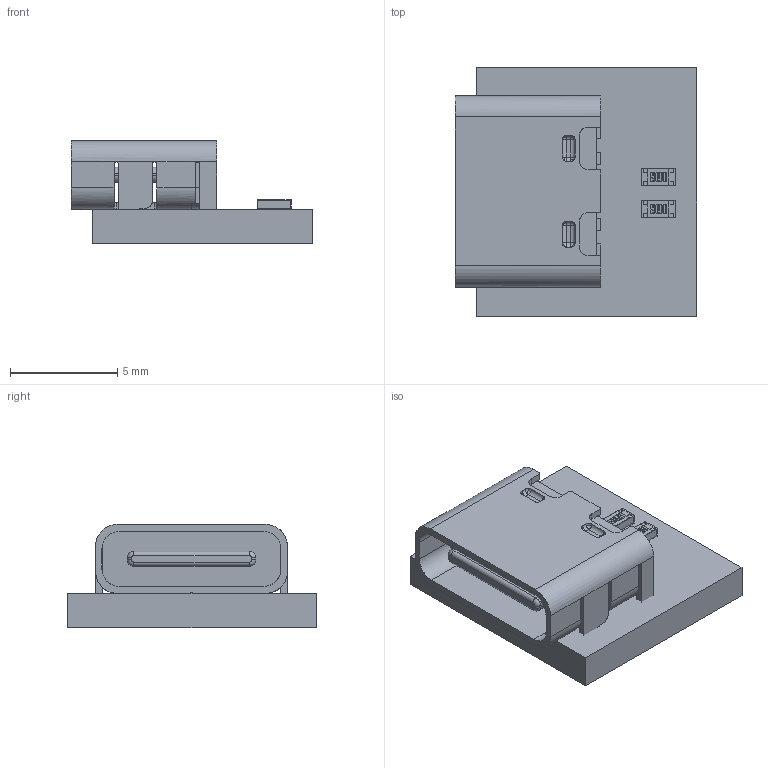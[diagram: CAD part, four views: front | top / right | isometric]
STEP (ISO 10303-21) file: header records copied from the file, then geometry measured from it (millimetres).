
FILE_DESCRIPTION(('Open CASCADE Model'),'2;1');
FILE_NAME('Open CASCADE Shape Model','2024-11-30T12:49:00',('Author'),( 'Open CASCADE'),'Open CASCADE STEP processor 6.8','Open CASCADE 6.8' ,'Unknown');
FILE_SCHEMA(('AUTOMOTIVE_DESIGN { 1 0 10303 214 1 1 1 1 }'));
Length unit declared in the file: millimetre
Products named in the file (8): PCB; Board; Open CASCADE STEP translator 6.8 2.1.1; R2; 0603_resistor; R1; U1; KUSBX_USB_Type-C_6pin
Assembly tree (8 placements, depth 3):
  PCB
    Board
      Open CASCADE STEP translator 6.8 2.1.1
    R2
      0603_resistor
    R1
      0603_resistor
    U1
      KUSBX_USB_Type-C_6pin
Bounding box: 11.27 x 11.6 x 4.81 mm (x, y, z)
Volume: 301.6 mm3; surface area: 818.1 mm2
Topology: 17 solids, 17 shells, 394 faces, 1187 edges, 808 vertices
Faces by surface type: plane 255, cylinder 103, bspline 32, revolution 4
Entity records: 13311 total; most frequent: CARTESIAN_POINT 4222, ORIENTED_EDGE 1978, DIRECTION 1506, EDGE_CURVE 989, VERTEX_POINT 676, LINE 636, VECTOR 636, AXIS2_PLACEMENT_3D 433
